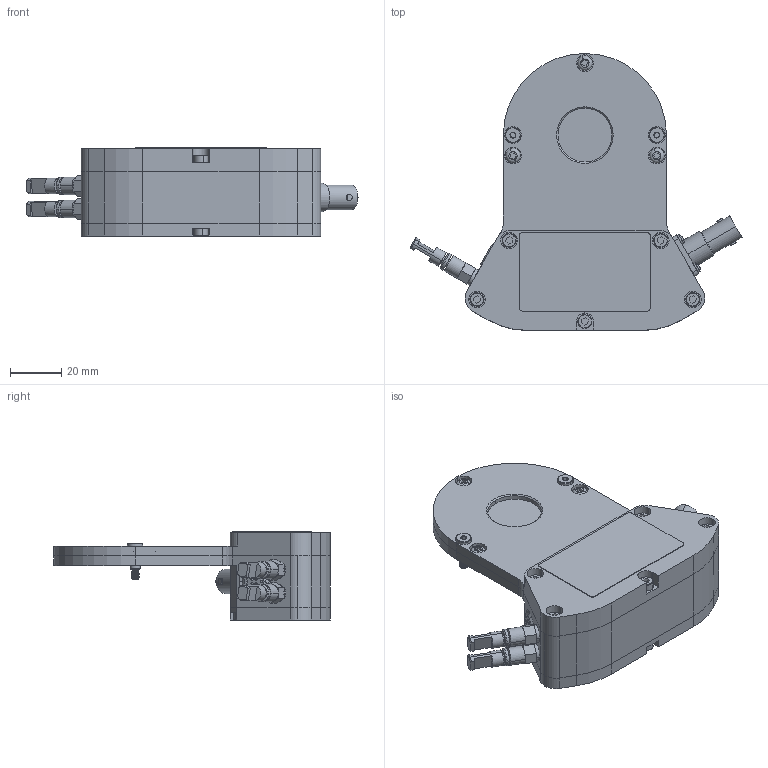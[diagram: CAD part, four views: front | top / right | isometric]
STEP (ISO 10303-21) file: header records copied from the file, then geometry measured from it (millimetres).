
FILE_DESCRIPTION (( 'STEP AP214' ), '1' );
FILE_NAME ('88202300-QIC2S.STEP', '2019-07-26T18:38:16', ( '' ), ( '' ), 'SwSTEP 2.0', 'SolidWorks 2018', '' );
FILE_SCHEMA (( 'AUTOMOTIVE_DESIGN' ));
Length unit declared in the file: millimetre
Products named in the file (1): 88202300-QIC2S
Bounding box: 129.22 x 107.75 x 34.25 mm (x, y, z)
Volume: 86379 mm3; surface area: 65726.8 mm2
Topology: 31 solids, 31 shells, 1141 faces, 2736 edges, 1742 vertices
Faces by surface type: plane 481, cylinder 446, cone 162, bspline 26, torus 18, sphere 8
Entity records: 49243 total; most frequent: CARTESIAN_POINT 9364, DIRECTION 5832, ORIENTED_EDGE 5392, EDGE_CURVE 2696, AXIS2_PLACEMENT_3D 2186, VERTEX_POINT 1742, LINE 1460, VECTOR 1460
